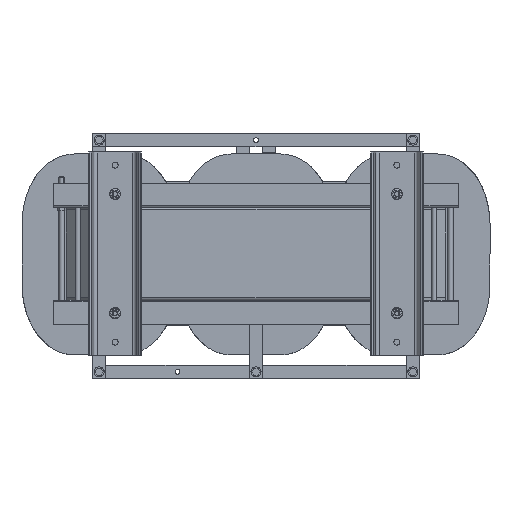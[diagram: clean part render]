
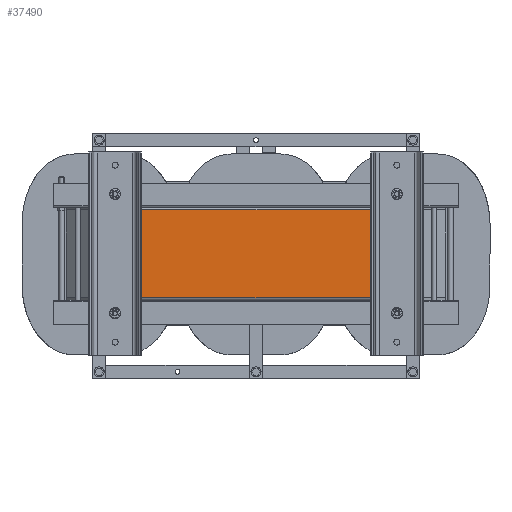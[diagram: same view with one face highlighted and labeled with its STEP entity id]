
A CAD part, front view. The second image highlights one B-rep face of the part: STEP entity #37490.
In plain terms, the highlighted planar face has unit normal (0, -1, 0).
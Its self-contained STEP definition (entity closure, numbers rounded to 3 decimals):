
#1043 = VERTEX_POINT ( 'NONE', #7213 ) ;
#1550 = CARTESIAN_POINT ( 'NONE',  ( 383., -500., 100.5 ) ) ;
#2223 = ORIENTED_EDGE ( 'NONE', *, *, #4352, .T. ) ;
#4352 = EDGE_CURVE ( 'NONE', #38354, #1043, #12808, .T. ) ;
#5108 = DIRECTION ( 'NONE',  ( -1., 0., 0. ) ) ;
#7213 = CARTESIAN_POINT ( 'NONE',  ( 273., -500., -100.5 ) ) ;
#9123 = LINE ( 'NONE', #17410, #40798 ) ;
#9463 = VECTOR ( 'NONE', #31587, 1000. ) ;
#9772 = VECTOR ( 'NONE', #5108, 1000. ) ;
#10343 = CARTESIAN_POINT ( 'NONE',  ( -273., -500., -100.5 ) ) ;
#12808 = LINE ( 'NONE', #39046, #9463 ) ;
#15574 = DIRECTION ( 'NONE',  ( 0., 0., -1. ) ) ;
#16576 = EDGE_CURVE ( 'NONE', #1043, #41962, #9123, .T. ) ;
#17410 = CARTESIAN_POINT ( 'NONE',  ( 273., -500., -106.5 ) ) ;
#17582 = VECTOR ( 'NONE', #15574, 1000. ) ;
#18543 = CARTESIAN_POINT ( 'NONE',  ( -273., -500., 106.5 ) ) ;
#18610 = AXIS2_PLACEMENT_3D ( 'NONE', #27227, #41360, #37777 ) ;
#25234 = ORIENTED_EDGE ( 'NONE', *, *, #32915, .T. ) ;
#25952 = VERTEX_POINT ( 'NONE', #34509 ) ;
#27227 = CARTESIAN_POINT ( 'NONE',  ( 0., -500., 0. ) ) ;
#28707 = LINE ( 'NONE', #1550, #9772 ) ;
#30461 = PLANE ( 'NONE',  #18610 ) ;
#31587 = DIRECTION ( 'NONE',  ( 1., 0., 0. ) ) ;
#32915 = EDGE_CURVE ( 'NONE', #41962, #25952, #28707, .T. ) ;
#33120 = LINE ( 'NONE', #18543, #17582 ) ;
#33268 = EDGE_CURVE ( 'NONE', #25952, #38354, #33120, .T. ) ;
#33444 = ORIENTED_EDGE ( 'NONE', *, *, #33268, .T. ) ;
#34509 = CARTESIAN_POINT ( 'NONE',  ( -273., -500., 100.5 ) ) ;
#35662 = EDGE_LOOP ( 'NONE', ( #33444, #2223, #37850, #25234 ) ) ;
#37490 = ADVANCED_FACE ( 'NONE', ( #44349 ), #30461, .F. ) ;
#37777 = DIRECTION ( 'NONE',  ( 0., 0., 1. ) ) ;
#37850 = ORIENTED_EDGE ( 'NONE', *, *, #16576, .T. ) ;
#38354 = VERTEX_POINT ( 'NONE', #10343 ) ;
#39046 = CARTESIAN_POINT ( 'NONE',  ( -383., -500., -100.5 ) ) ;
#40798 = VECTOR ( 'NONE', #42213, 1000. ) ;
#41360 = DIRECTION ( 'NONE',  ( 0., 1., 0. ) ) ;
#41962 = VERTEX_POINT ( 'NONE', #45588 ) ;
#42213 = DIRECTION ( 'NONE',  ( 0., 0., 1. ) ) ;
#44349 = FACE_OUTER_BOUND ( 'NONE', #35662, .T. ) ;
#45588 = CARTESIAN_POINT ( 'NONE',  ( 273., -500., 100.5 ) ) ;
